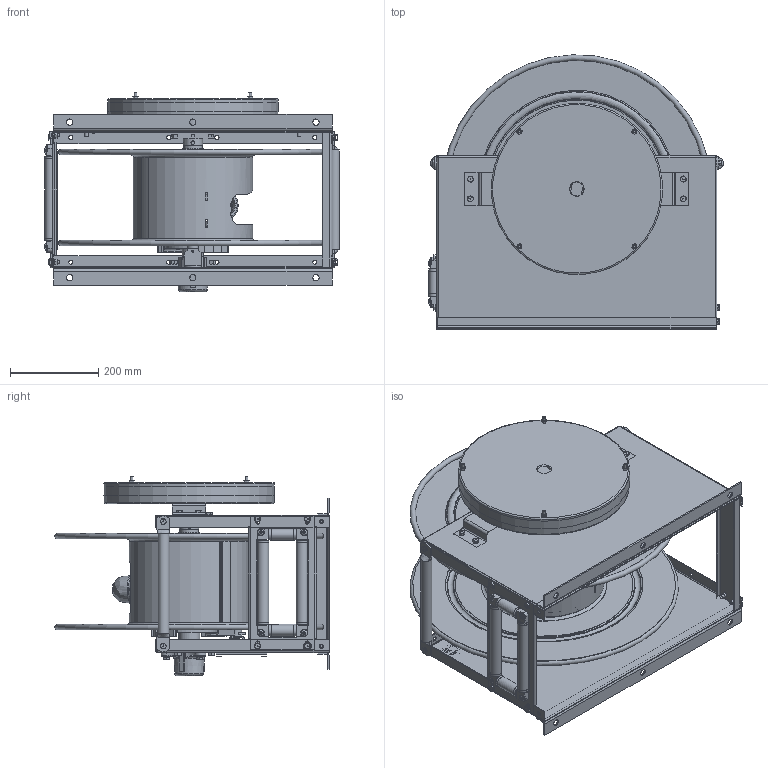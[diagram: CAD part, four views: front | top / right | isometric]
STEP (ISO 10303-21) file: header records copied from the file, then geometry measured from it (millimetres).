
FILE_DESCRIPTION(/* description */ (''),/* implementation_level */ '2;1');
FILE_NAME(/* name */ 'SLPL-825_SHARED.stp',/* time_stamp */ '2016-02-29T13:13:36-07:00',/* author */ ('JKusbel'),/* organization */ (''),/* preprocessor_version */ 'ST-DEVELOPER v15.6',/* originating_system */ 'Autodesk Inventor 2015',/* authorisation */ '');
FILE_SCHEMA (('AUTOMOTIVE_DESIGN { 1 0 10303 214 3 1 1 }'));
Length unit declared in the file: inch
Products named in the file (1): SLPL-825_SHARED
Bounding box: 669.03 x 622.11 x 452.5 mm (x, y, z)
Surface area: 3400458.6 mm2 (no closed solid volume)
Topology: 0 solids, 213 shells, 516 faces, 3607 edges, 3225 vertices
Faces by surface type: plane 337, cylinder 116, torus 38, bspline 17, cone 4, sphere 4
Full cylindrical faces by diameter (mm): 6.35 x4, 7.938 x10, 12.7 x2, 14.287 x4, 25.4 x16, 38.1 x1, 41.402 x1, 42.291 x1, 43.966 x1, 44.323 x1, 48.26 x2, 261.635 x1, 387.096 x1, 388.62 x1
Entity records: 36288 total; most frequent: CARTESIAN_POINT 10521, DIRECTION 4693, ORIENTED_EDGE 3975, EDGE_CURVE 3506, VERTEX_POINT 3201, LINE 1657, VECTOR 1657, AXIS2_PLACEMENT_3D 1518
